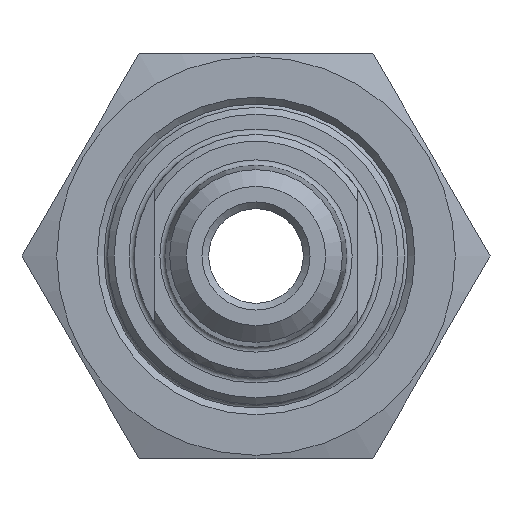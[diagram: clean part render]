
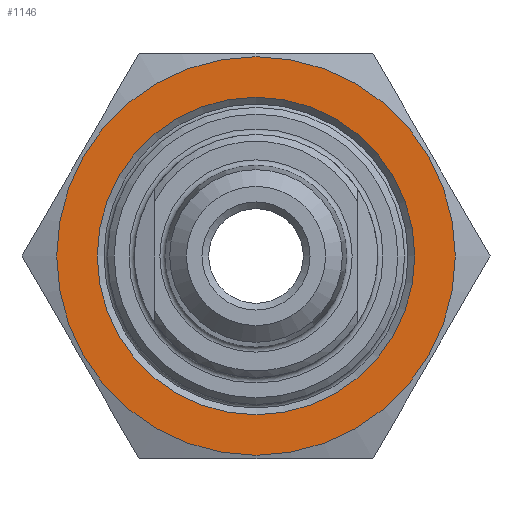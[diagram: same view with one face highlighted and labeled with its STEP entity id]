
A CAD part, left-side view. The second image highlights one B-rep face of the part: STEP entity #1146.
In plain terms, the highlighted planar face has unit normal (-1, 0, 0).
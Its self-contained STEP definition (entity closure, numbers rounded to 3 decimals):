
#76=FACE_BOUND('',#215,.T.);
#93=PLANE('',#1302);
#139=FACE_OUTER_BOUND('',#214,.T.);
#214=EDGE_LOOP('',(#820));
#215=EDGE_LOOP('',(#821));
#398=CIRCLE('',#1292,14.75);
#399=CIRCLE('',#1297,11.75);
#502=VERTEX_POINT('',#1936);
#503=VERTEX_POINT('',#1947);
#618=EDGE_CURVE('',#502,#502,#398,.T.);
#623=EDGE_CURVE('',#503,#503,#399,.T.);
#820=ORIENTED_EDGE('',*,*,#618,.T.);
#821=ORIENTED_EDGE('',*,*,#623,.F.);
#1146=ADVANCED_FACE('',(#139,#76),#93,.F.);
#1292=AXIS2_PLACEMENT_3D('',#1938,#1487,#1488);
#1297=AXIS2_PLACEMENT_3D('',#1948,#1501,#1502);
#1302=AXIS2_PLACEMENT_3D('',#1958,#1513,#1514);
#1487=DIRECTION('center_axis',(-1.,0.,0.));
#1488=DIRECTION('ref_axis',(0.,1.,0.));
#1501=DIRECTION('center_axis',(-1.,0.,0.));
#1502=DIRECTION('ref_axis',(0.,-1.,0.));
#1513=DIRECTION('center_axis',(1.,0.,0.));
#1514=DIRECTION('ref_axis',(0.,0.,-1.));
#1936=CARTESIAN_POINT('',(-15.,-14.75,0.));
#1938=CARTESIAN_POINT('Origin',(-15.,0.,0.));
#1947=CARTESIAN_POINT('',(-15.,11.75,0.));
#1948=CARTESIAN_POINT('Origin',(-15.,0.,0.));
#1958=CARTESIAN_POINT('Origin',(-15.,0.,0.));
